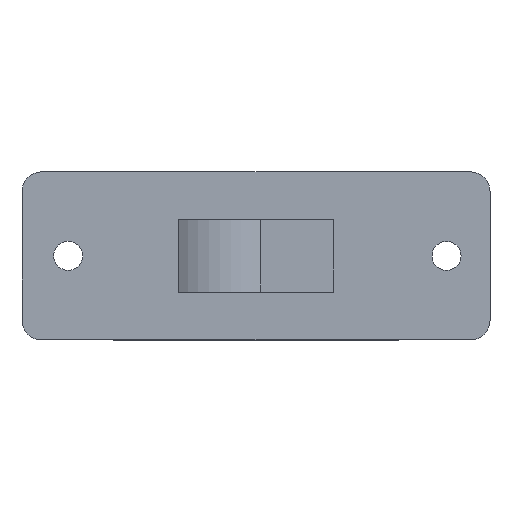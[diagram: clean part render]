
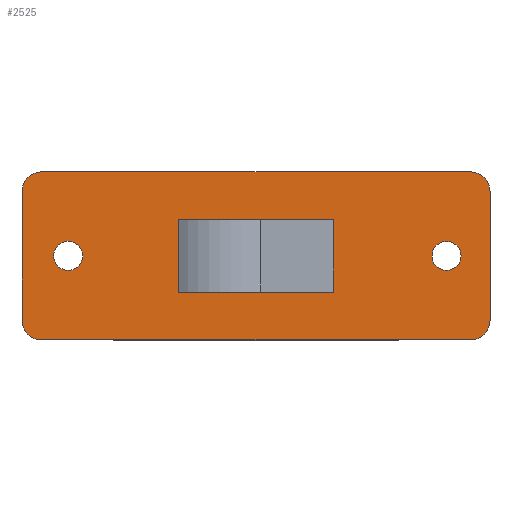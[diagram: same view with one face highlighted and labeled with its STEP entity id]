
A CAD part, top view. The second image highlights one B-rep face of the part: STEP entity #2525.
In plain terms, the highlighted planar face has unit normal (0, 0, 1).
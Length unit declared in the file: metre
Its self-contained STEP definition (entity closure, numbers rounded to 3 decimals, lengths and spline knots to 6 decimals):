
#161=CIRCLE('',#2859,0.0011);
#162=CIRCLE('',#2860,0.0011);
#163=CIRCLE('',#2861,0.0015);
#164=CIRCLE('',#2862,0.0015);
#165=CIRCLE('',#2863,0.0015);
#166=CIRCLE('',#2864,0.0015);
#769=ORIENTED_EDGE('',*,*,#1191,.F.);
#770=ORIENTED_EDGE('',*,*,#1192,.F.);
#771=ORIENTED_EDGE('',*,*,#1193,.T.);
#772=ORIENTED_EDGE('',*,*,#1194,.T.);
#773=ORIENTED_EDGE('',*,*,#1195,.F.);
#774=ORIENTED_EDGE('',*,*,#1196,.T.);
#775=ORIENTED_EDGE('',*,*,#1197,.F.);
#776=ORIENTED_EDGE('',*,*,#1198,.T.);
#777=ORIENTED_EDGE('',*,*,#1199,.T.);
#778=ORIENTED_EDGE('',*,*,#1200,.T.);
#779=ORIENTED_EDGE('',*,*,#1201,.F.);
#780=ORIENTED_EDGE('',*,*,#1202,.T.);
#781=ORIENTED_EDGE('',*,*,#1203,.T.);
#782=ORIENTED_EDGE('',*,*,#1204,.F.);
#1191=EDGE_CURVE('',#1451,#1451,#161,.T.);
#1192=EDGE_CURVE('',#1452,#1452,#162,.T.);
#1193=EDGE_CURVE('',#1453,#1454,#1707,.T.);
#1194=EDGE_CURVE('',#1454,#1455,#163,.T.);
#1195=EDGE_CURVE('',#1456,#1455,#1708,.T.);
#1196=EDGE_CURVE('',#1456,#1457,#164,.T.);
#1197=EDGE_CURVE('',#1458,#1457,#1709,.T.);
#1198=EDGE_CURVE('',#1458,#1459,#165,.T.);
#1199=EDGE_CURVE('',#1459,#1460,#1710,.T.);
#1200=EDGE_CURVE('',#1460,#1453,#166,.T.);
#1201=EDGE_CURVE('',#1461,#1462,#1711,.T.);
#1202=EDGE_CURVE('',#1461,#1463,#1712,.T.);
#1203=EDGE_CURVE('',#1463,#1464,#1713,.T.);
#1204=EDGE_CURVE('',#1462,#1464,#1714,.T.);
#1451=VERTEX_POINT('',#4274);
#1452=VERTEX_POINT('',#4276);
#1453=VERTEX_POINT('',#4278);
#1454=VERTEX_POINT('',#4279);
#1455=VERTEX_POINT('',#4281);
#1456=VERTEX_POINT('',#4283);
#1457=VERTEX_POINT('',#4285);
#1458=VERTEX_POINT('',#4287);
#1459=VERTEX_POINT('',#4289);
#1460=VERTEX_POINT('',#4291);
#1461=VERTEX_POINT('',#4294);
#1462=VERTEX_POINT('',#4295);
#1463=VERTEX_POINT('',#4297);
#1464=VERTEX_POINT('',#4299);
#1707=LINE('',#4277,#1963);
#1708=LINE('',#4282,#1964);
#1709=LINE('',#4286,#1965);
#1710=LINE('',#4290,#1966);
#1711=LINE('',#4293,#1967);
#1712=LINE('',#4296,#1968);
#1713=LINE('',#4298,#1969);
#1714=LINE('',#4300,#1970);
#1963=VECTOR('',#3531,1.);
#1964=VECTOR('',#3534,1.);
#1965=VECTOR('',#3537,1.);
#1966=VECTOR('',#3540,1.);
#1967=VECTOR('',#3543,1.);
#1968=VECTOR('',#3544,1.);
#1969=VECTOR('',#3545,1.);
#1970=VECTOR('',#3546,1.);
#2133=EDGE_LOOP('',(#769));
#2134=EDGE_LOOP('',(#770));
#2135=EDGE_LOOP('',(#771,#772,#773,#774,#775,#776,#777,#778));
#2136=EDGE_LOOP('',(#779,#780,#781,#782));
#2291=FACE_BOUND('',#2133,.T.);
#2292=FACE_BOUND('',#2134,.T.);
#2293=FACE_BOUND('',#2135,.T.);
#2294=FACE_BOUND('',#2136,.T.);
#2396=PLANE('',#2858);
#2525=ADVANCED_FACE('',(#2291,#2292,#2293,#2294),#2396,.T.);
#2858=AXIS2_PLACEMENT_3D('',#4272,#3525,#3526);
#2859=AXIS2_PLACEMENT_3D('',#4273,#3527,#3528);
#2860=AXIS2_PLACEMENT_3D('',#4275,#3529,#3530);
#2861=AXIS2_PLACEMENT_3D('',#4280,#3532,#3533);
#2862=AXIS2_PLACEMENT_3D('',#4284,#3535,#3536);
#2863=AXIS2_PLACEMENT_3D('',#4288,#3538,#3539);
#2864=AXIS2_PLACEMENT_3D('',#4292,#3541,#3542);
#3525=DIRECTION('',(0.,0.,1.));
#3526=DIRECTION('',(1.,0.,0.));
#3527=DIRECTION('',(0.,0.,1.));
#3528=DIRECTION('',(1.,0.,0.));
#3529=DIRECTION('',(0.,0.,1.));
#3530=DIRECTION('',(1.,0.,0.));
#3531=DIRECTION('',(0.,1.,0.));
#3532=DIRECTION('',(0.,0.,1.));
#3533=DIRECTION('',(1.,0.,0.));
#3534=DIRECTION('',(1.,0.,0.));
#3535=DIRECTION('',(0.,0.,1.));
#3536=DIRECTION('',(1.,0.,0.));
#3537=DIRECTION('',(0.,1.,0.));
#3538=DIRECTION('',(0.,0.,1.));
#3539=DIRECTION('',(1.,0.,0.));
#3540=DIRECTION('',(1.,0.,0.));
#3541=DIRECTION('',(0.,0.,1.));
#3542=DIRECTION('',(1.,0.,0.));
#3543=DIRECTION('',(0.,-1.,0.));
#3544=DIRECTION('',(1.,0.,0.));
#3545=DIRECTION('',(0.,-1.,0.));
#3546=DIRECTION('',(1.,0.,0.));
#4272=CARTESIAN_POINT('',(0.01775,0.006375,0.));
#4273=CARTESIAN_POINT('',(0.032201,0.006375,0.));
#4274=CARTESIAN_POINT('',(0.033301,0.006375,0.));
#4275=CARTESIAN_POINT('',(0.003501,0.006375,0.));
#4276=CARTESIAN_POINT('',(0.004601,0.006375,0.));
#4277=CARTESIAN_POINT('',(0.0355,0.006375,0.));
#4278=CARTESIAN_POINT('',(0.0355,0.0015,0.));
#4279=CARTESIAN_POINT('',(0.0355,0.01125,0.));
#4280=CARTESIAN_POINT('',(0.034,0.01125,0.));
#4281=CARTESIAN_POINT('',(0.034,0.01275,0.));
#4282=CARTESIAN_POINT('',(0.003375,0.01275,0.));
#4283=CARTESIAN_POINT('',(0.0015,0.01275,0.));
#4284=CARTESIAN_POINT('',(0.0015,0.01125,0.));
#4285=CARTESIAN_POINT('',(0.,0.01125,0.));
#4286=CARTESIAN_POINT('',(0.,0.006375,0.));
#4287=CARTESIAN_POINT('',(0.,0.0015,0.));
#4288=CARTESIAN_POINT('',(0.0015,0.0015,0.));
#4289=CARTESIAN_POINT('',(0.0015,0.,0.));
#4290=CARTESIAN_POINT('',(0.003375,0.,0.));
#4291=CARTESIAN_POINT('',(0.034,0.,0.));
#4292=CARTESIAN_POINT('',(0.034,0.0015,0.));
#4293=CARTESIAN_POINT('',(0.011875,0.006375,0.));
#4294=CARTESIAN_POINT('',(0.011875,0.009125,0.));
#4295=CARTESIAN_POINT('',(0.011875,0.003625,0.));
#4296=CARTESIAN_POINT('',(0.01775,0.009125,0.));
#4297=CARTESIAN_POINT('',(0.023625,0.009125,0.));
#4298=CARTESIAN_POINT('',(0.023625,0.006375,0.));
#4299=CARTESIAN_POINT('',(0.023625,0.003625,0.));
#4300=CARTESIAN_POINT('',(0.01775,0.003625,0.));
